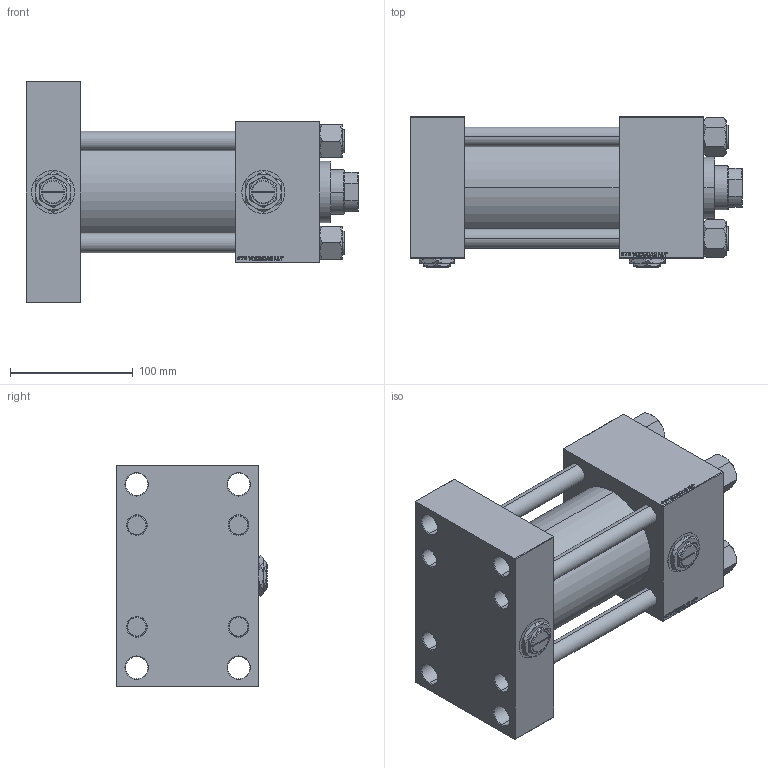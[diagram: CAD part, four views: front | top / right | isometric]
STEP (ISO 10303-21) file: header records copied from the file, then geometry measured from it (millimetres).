
FILE_DESCRIPTION (( 'STEP AP203' ), '1' );
FILE_NAME ('efd4.STEP', '2022-04-16T02:46:50', ( '' ), ( '' ), 'SwSTEP 2.0', 'SolidWorks 2019', '' );
FILE_SCHEMA (( 'CONFIG_CONTROL_DESIGN' ));
Length unit declared in the file: millimetre
Products named in the file (7): NUT_M5_E 95b1dcb447b5e5da6914453be8dfbf36; V215CR_VCP_E 95b1dcb447b5e5da6914453be8dfbf36; efd4; Zatka_pro_OIL_PORT 95b1dcb447b5e5da6914453be8dfbf36; V215CR_E_Body 95b1dcb447b5e5da6914453be8dfbf36; V215_VC_A 95b1dcb447b5e5da6914453be8dfbf36; V215CR_TYCINKA_E 95b1dcb447b5e5da6914453be8dfbf36
Assembly tree (13 placements, depth 2):
  efd4
    V215CR_E_Body 95b1dcb447b5e5da6914453be8dfbf36
    V215CR_VCP_E 95b1dcb447b5e5da6914453be8dfbf36
    V215CR_TYCINKA_E 95b1dcb447b5e5da6914453be8dfbf36  x4
    NUT_M5_E 95b1dcb447b5e5da6914453be8dfbf36  x4
    V215_VC_A 95b1dcb447b5e5da6914453be8dfbf36
    Zatka_pro_OIL_PORT 95b1dcb447b5e5da6914453be8dfbf36  x2
Bounding box: 270 x 122 x 180 mm (x, y, z)
Volume: 2226899.4 mm3; surface area: 366815.1 mm2
Topology: 13 solids, 13 shells, 1291 faces, 3246 edges, 2095 vertices
Faces by surface type: plane 595, bspline 392, cone 194, cylinder 102, torus 8
Entity records: 52645 total; most frequent: CARTESIAN_POINT 27853, ORIENTED_EDGE 5564, DIRECTION 3638, EDGE_CURVE 2782, VERTEX_POINT 1815, LINE 1626, VECTOR 1626, EDGE_LOOP 1237
